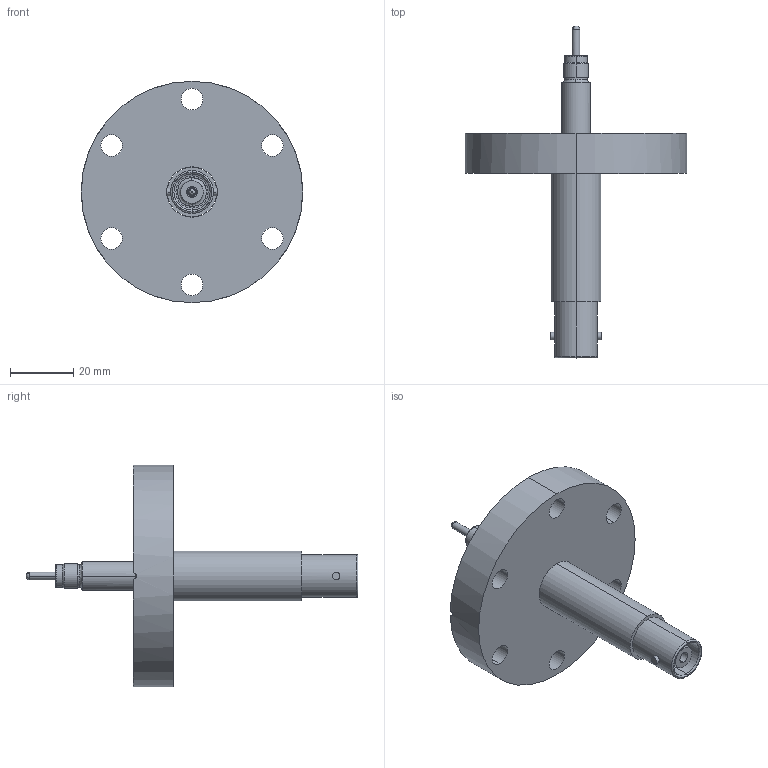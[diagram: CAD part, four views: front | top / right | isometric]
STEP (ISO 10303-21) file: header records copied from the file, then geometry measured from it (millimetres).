
FILE_DESCRIPTION (( 'STEP AP214' ), '1' );
FILE_NAME ('250-SHV20-C40.STEP', '2022-04-12T07:38:49', ( '' ), ( '' ), 'SwSTEP 2.0', 'SolidWorks 2017', '' );
FILE_SCHEMA (( 'AUTOMOTIVE_DESIGN' ));
Length unit declared in the file: millimetre
Products named in the file (3): 250-SHVE20; 9411-CFBX-15.9_411-CB40; 250-SHV20-C40
Assembly tree (2 placements, depth 2):
  250-SHV20-C40
    9411-CFBX-15.9_411-CB40
    250-SHVE20
Bounding box: 70 x 104.95 x 70 mm (x, y, z)
Volume: 51379 mm3; surface area: 23134.4 mm2
Topology: 2 solids, 2 shells, 121 faces, 278 edges, 180 vertices
Faces by surface type: cylinder 64, plane 25, bspline 18, cone 12, torus 2
Entity records: 4411 total; most frequent: CARTESIAN_POINT 1402, DIRECTION 650, ORIENTED_EDGE 556, AXIS2_PLACEMENT_3D 286, EDGE_CURVE 278, VERTEX_POINT 180, CIRCLE 178, EDGE_LOOP 154
